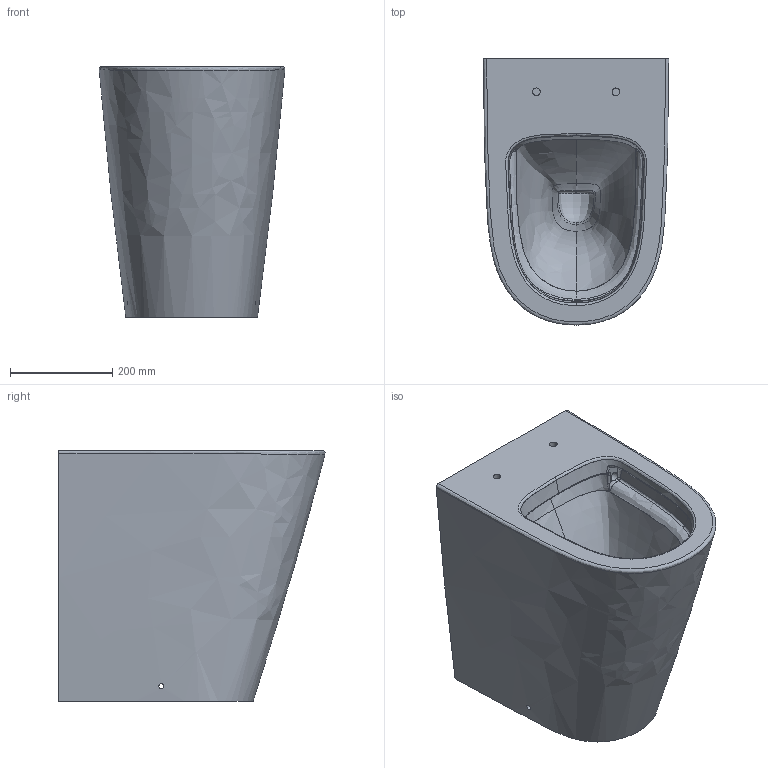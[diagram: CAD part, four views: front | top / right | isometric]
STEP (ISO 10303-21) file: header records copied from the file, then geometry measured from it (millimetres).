
FILE_DESCRIPTION(/* description */ (''),/* implementation_level */ '2;1');
FILE_NAME(/* name */ 'C623HBTW',/* time_stamp */ '2020-11-05T18:02:30+08:00',/* author */ (''),/* organization */ (''),/* preprocessor_version */ 'ST-DEVELOPER v15',/* originating_system */ '',/* authorisation */ '');
FILE_SCHEMA (('AUTOMOTIVE_DESIGN'));
Length unit declared in the file: millimetre
Products named in the file (1): Document
Bounding box: 362.28 x 519.55 x 489.79 mm (x, y, z)
Surface area: 1161584.6 mm2 (no closed solid volume)
Topology: 0 solids, 4 shells, 94 faces, 284 edges, 153 vertices
Faces by surface type: bspline 87, plane 7
Entity records: 18497 total; most frequent: CARTESIAN_POINT 16989, ORIENTED_EDGE 468, EDGE_CURVE 282, B_SPLINE_CURVE_WITH_KNOTS 193, VERTEX_POINT 153, EDGE_LOOP 99, ADVANCED_FACE 94, FACE_OUTER_BOUND 94
